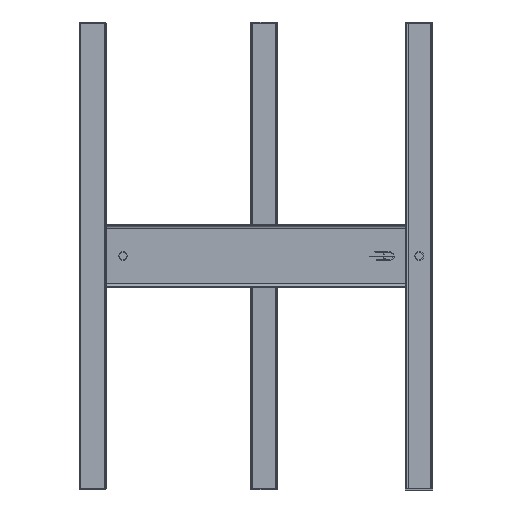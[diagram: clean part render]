
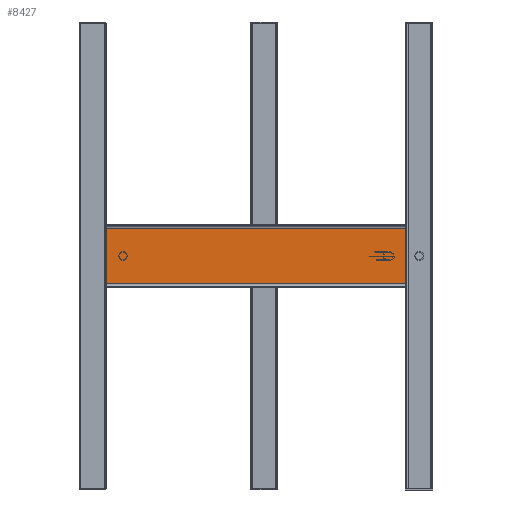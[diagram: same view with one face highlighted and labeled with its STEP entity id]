
A CAD part, left-side view. The second image highlights one B-rep face of the part: STEP entity #8427.
In plain terms, the highlighted face is planar.
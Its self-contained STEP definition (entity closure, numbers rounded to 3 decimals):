
#417 = VERTEX_POINT ( 'NONE', #7165 ) ;
#566 = CARTESIAN_POINT ( 'NONE',  ( 753.45, 1810., -154.9 ) ) ;
#660 = DIRECTION ( 'NONE',  ( 0., 0., 1. ) ) ;
#909 = FACE_OUTER_BOUND ( 'NONE', #5571, .T. ) ;
#1128 = VERTEX_POINT ( 'NONE', #2485 ) ;
#1301 = EDGE_CURVE ( 'NONE', #1128, #7798, #8237, .T. ) ;
#1439 = CARTESIAN_POINT ( 'NONE',  ( 753.45, 153.4, -154.9 ) ) ;
#1526 = CARTESIAN_POINT ( 'NONE',  ( 753.45, 1810., -154.9 ) ) ;
#1589 = ORIENTED_EDGE ( 'NONE', *, *, #2092, .F. ) ;
#1728 = PLANE ( 'NONE',  #9094 ) ;
#1901 = CARTESIAN_POINT ( 'NONE',  ( 753.45, 153.4, 154.9 ) ) ;
#2092 = EDGE_CURVE ( 'NONE', #4858, #417, #8738, .T. ) ;
#2485 = CARTESIAN_POINT ( 'NONE',  ( 753.45, 1810., 154.9 ) ) ;
#3140 = CARTESIAN_POINT ( 'NONE',  ( 753.45, 1810., -154.9 ) ) ;
#3207 = DIRECTION ( 'NONE',  ( 1., 0., 0. ) ) ;
#4305 = VECTOR ( 'NONE', #5886, 1000. ) ;
#4463 = ORIENTED_EDGE ( 'NONE', *, *, #7618, .F. ) ;
#4620 = CARTESIAN_POINT ( 'NONE',  ( 753.45, 1810., 154.9 ) ) ;
#4839 = VECTOR ( 'NONE', #9446, 1000. ) ;
#4858 = VERTEX_POINT ( 'NONE', #3140 ) ;
#4937 = LINE ( 'NONE', #566, #4839 ) ;
#5455 = CARTESIAN_POINT ( 'NONE',  ( 753.45, 1810., -154.9 ) ) ;
#5571 = EDGE_LOOP ( 'NONE', ( #1589, #7874, #6082, #4463 ) ) ;
#5886 = DIRECTION ( 'NONE',  ( 0., -1., 0. ) ) ;
#6082 = ORIENTED_EDGE ( 'NONE', *, *, #1301, .T. ) ;
#7165 = CARTESIAN_POINT ( 'NONE',  ( 753.45, 153.4, -154.9 ) ) ;
#7523 = DIRECTION ( 'NONE',  ( 0., -1., 0. ) ) ;
#7618 = EDGE_CURVE ( 'NONE', #417, #7798, #7987, .T. ) ;
#7660 = EDGE_CURVE ( 'NONE', #4858, #1128, #4937, .T. ) ;
#7798 = VERTEX_POINT ( 'NONE', #1901 ) ;
#7810 = VECTOR ( 'NONE', #7523, 1000. ) ;
#7874 = ORIENTED_EDGE ( 'NONE', *, *, #7660, .T. ) ;
#7987 = LINE ( 'NONE', #1439, #8037 ) ;
#8037 = VECTOR ( 'NONE', #660, 1000. ) ;
#8237 = LINE ( 'NONE', #4620, #7810 ) ;
#8315 = DIRECTION ( 'NONE',  ( 0., 0., -1. ) ) ;
#8427 = ADVANCED_FACE ( 'NONE', ( #909 ), #1728, .T. ) ;
#8738 = LINE ( 'NONE', #1526, #4305 ) ;
#9094 = AXIS2_PLACEMENT_3D ( 'NONE', #5455, #3207, #8315 ) ;
#9446 = DIRECTION ( 'NONE',  ( 0., 0., 1. ) ) ;
